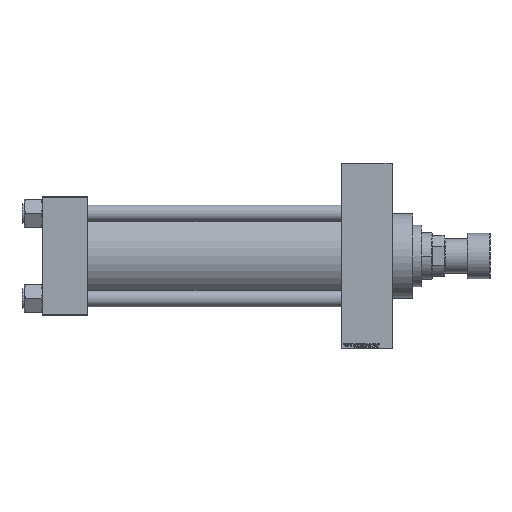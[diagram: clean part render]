
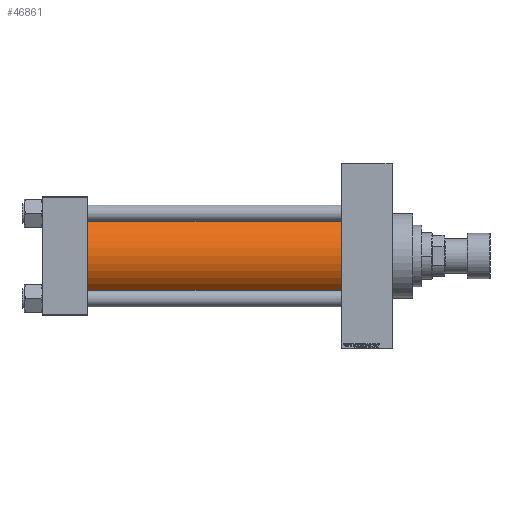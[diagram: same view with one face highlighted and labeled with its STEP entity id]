
A CAD part, front view. The second image highlights one B-rep face of the part: STEP entity #46861.
In plain terms, the highlighted cylindrical face has radius 43 mm (diameter 86 mm), a partial arc.
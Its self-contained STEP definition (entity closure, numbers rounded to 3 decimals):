
#1722 = VECTOR ( 'NONE', #23831, 1000. ) ;
#6567 = DIRECTION ( 'NONE',  ( -1., 0., 0. ) ) ;
#12484 = VERTEX_POINT ( 'NONE', #33688 ) ;
#12559 = CARTESIAN_POINT ( 'NONE',  ( 290., 0., 0. ) ) ;
#12573 = DIRECTION ( 'NONE',  ( 0., 0., 1. ) ) ;
#13535 = LINE ( 'NONE', #27726, #1722 ) ;
#13968 = ORIENTED_EDGE ( 'NONE', *, *, #29041, .F. ) ;
#15362 = VERTEX_POINT ( 'NONE', #42796 ) ;
#17645 = EDGE_CURVE ( 'NONE', #22515, #15362, #45304, .T. ) ;
#17926 = VERTEX_POINT ( 'NONE', #41858 ) ;
#18421 = CARTESIAN_POINT ( 'NONE',  ( 290., 0., 0. ) ) ;
#20382 = DIRECTION ( 'NONE',  ( 1., 0., 0. ) ) ;
#21036 = CARTESIAN_POINT ( 'NONE',  ( 44., 0., 43. ) ) ;
#22515 = VERTEX_POINT ( 'NONE', #21036 ) ;
#23831 = DIRECTION ( 'NONE',  ( -1., 0., 0. ) ) ;
#24093 = EDGE_LOOP ( 'NONE', ( #13968, #42311, #31184, #48295 ) ) ;
#27392 = EDGE_CURVE ( 'NONE', #12484, #17926, #27418, .T. ) ;
#27418 = CIRCLE ( 'NONE', #28183, 43. ) ;
#27726 = CARTESIAN_POINT ( 'NONE',  ( 290., 0., -43. ) ) ;
#28183 = AXIS2_PLACEMENT_3D ( 'NONE', #12559, #20382, #35293 ) ;
#29041 = EDGE_CURVE ( 'NONE', #17926, #15362, #13535, .T. ) ;
#29055 = CARTESIAN_POINT ( 'NONE',  ( 290., 0., 43. ) ) ;
#29675 = AXIS2_PLACEMENT_3D ( 'NONE', #31643, #46559, #12573 ) ;
#31184 = ORIENTED_EDGE ( 'NONE', *, *, #36964, .T. ) ;
#31643 = CARTESIAN_POINT ( 'NONE',  ( 44., 0., 0. ) ) ;
#33341 = DIRECTION ( 'NONE',  ( -1., 0., 0. ) ) ;
#33688 = CARTESIAN_POINT ( 'NONE',  ( 290., 0., 43. ) ) ;
#35293 = DIRECTION ( 'NONE',  ( 0., 0., -1. ) ) ;
#36763 = FACE_OUTER_BOUND ( 'NONE', #24093, .T. ) ;
#36964 = EDGE_CURVE ( 'NONE', #12484, #22515, #40064, .T. ) ;
#40064 = LINE ( 'NONE', #29055, #44029 ) ;
#40332 = AXIS2_PLACEMENT_3D ( 'NONE', #18421, #33341, #48238 ) ;
#40680 = CYLINDRICAL_SURFACE ( 'NONE', #40332, 43. ) ;
#41858 = CARTESIAN_POINT ( 'NONE',  ( 290., 0., -43. ) ) ;
#42311 = ORIENTED_EDGE ( 'NONE', *, *, #27392, .F. ) ;
#42796 = CARTESIAN_POINT ( 'NONE',  ( 44., 0., -43. ) ) ;
#44029 = VECTOR ( 'NONE', #6567, 1000. ) ;
#45304 = CIRCLE ( 'NONE', #29675, 43. ) ;
#46559 = DIRECTION ( 'NONE',  ( 1., 0., 0. ) ) ;
#46861 = ADVANCED_FACE ( 'NONE', ( #36763 ), #40680, .T. ) ;
#48238 = DIRECTION ( 'NONE',  ( 0., 0., 1. ) ) ;
#48295 = ORIENTED_EDGE ( 'NONE', *, *, #17645, .T. ) ;
